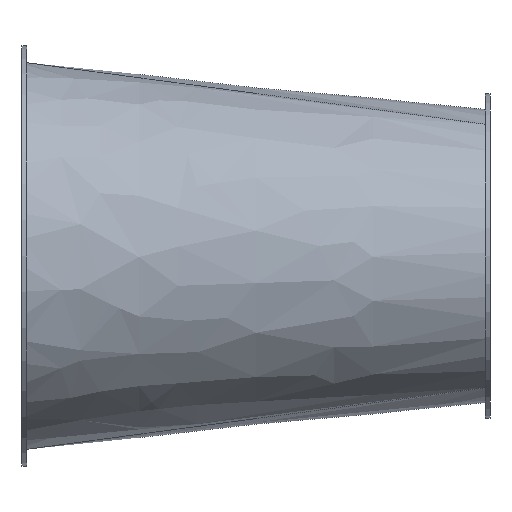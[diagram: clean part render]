
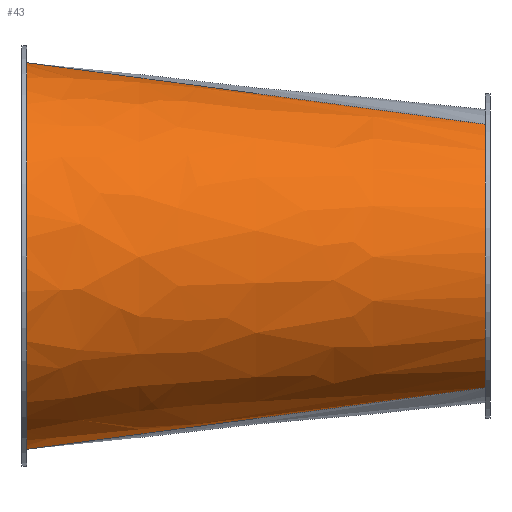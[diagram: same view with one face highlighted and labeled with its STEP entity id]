
A CAD part, front view. The second image highlights one B-rep face of the part: STEP entity #43.
In plain terms, the highlighted free-form (B-spline) face has degree [12, 1] with [13, 2] control points.
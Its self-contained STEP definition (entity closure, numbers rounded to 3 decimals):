
#43 = ADVANCED_FACE('',(#44),#96,.T.);
#44 = FACE_BOUND('',#45,.T.);
#45 = EDGE_LOOP('',(#46,#55,#73,#80));
#46 = ORIENTED_EDGE('',*,*,#47,.F.);
#47 = EDGE_CURVE('',#48,#50,#52,.T.);
#48 = VERTEX_POINT('',#49);
#49 = CARTESIAN_POINT('',(0.,-100.,203.));
#50 = VERTEX_POINT('',#51);
#51 = CARTESIAN_POINT('',(490.,-67.611,137.251));
#52 = B_SPLINE_CURVE_WITH_KNOTS('',1,(#53,#54),.UNSPECIFIED.,.F.,.F.,(2,
    2),(0.,490.),.PIECEWISE_BEZIER_KNOTS.);
#53 = CARTESIAN_POINT('',(0.,-100.,203.));
#54 = CARTESIAN_POINT('',(490.,-67.611,137.251));
#55 = ORIENTED_EDGE('',*,*,#56,.T.);
#56 = EDGE_CURVE('',#48,#57,#59,.T.);
#57 = VERTEX_POINT('',#58);
#58 = CARTESIAN_POINT('',(0.,-100.,-203.));
#59 = B_SPLINE_CURVE_WITH_KNOTS('',12,(#60,#61,#62,#63,#64,#65,#66,#67,
    #68,#69,#70,#71,#72),.UNSPECIFIED.,.F.,.F.,(13,13),(0.,1.),
  .PIECEWISE_BEZIER_KNOTS.);
#60 = CARTESIAN_POINT('',(0.,-100.,203.));
#61 = CARTESIAN_POINT('',(0.,-153.145,203.));
#62 = CARTESIAN_POINT('',(0.,-206.291,187.822));
#63 = CARTESIAN_POINT('',(0.,-254.667,157.465));
#64 = CARTESIAN_POINT('',(0.,-293.508,113.595));
#65 = CARTESIAN_POINT('',(0.,-318.696,59.54));
#66 = CARTESIAN_POINT('',(0.,-327.426,0.));
#67 = CARTESIAN_POINT('',(0.,-318.696,-59.54));
#68 = CARTESIAN_POINT('',(0.,-293.508,-113.595));
#69 = CARTESIAN_POINT('',(0.,-254.667,-157.465));
#70 = CARTESIAN_POINT('',(0.,-206.291,-187.822));
#71 = CARTESIAN_POINT('',(0.,-153.145,-203.));
#72 = CARTESIAN_POINT('',(0.,-100.,-203.));
#73 = ORIENTED_EDGE('',*,*,#74,.T.);
#74 = EDGE_CURVE('',#57,#75,#77,.T.);
#75 = VERTEX_POINT('',#76);
#76 = CARTESIAN_POINT('',(490.,-67.611,-137.251));
#77 = B_SPLINE_CURVE_WITH_KNOTS('',1,(#78,#79),.UNSPECIFIED.,.F.,.F.,(2,
    2),(0.,490.),.PIECEWISE_BEZIER_KNOTS.);
#78 = CARTESIAN_POINT('',(0.,-100.,-203.));
#79 = CARTESIAN_POINT('',(490.,-67.611,-137.251));
#80 = ORIENTED_EDGE('',*,*,#81,.F.);
#81 = EDGE_CURVE('',#50,#75,#82,.T.);
#82 = B_SPLINE_CURVE_WITH_KNOTS('',12,(#83,#84,#85,#86,#87,#88,#89,#90,
    #91,#92,#93,#94,#95),.UNSPECIFIED.,.F.,.F.,(13,13),(0.,1.),
  .PIECEWISE_BEZIER_KNOTS.);
#83 = CARTESIAN_POINT('',(490.,-67.611,137.251));
#84 = CARTESIAN_POINT('',(490.,-93.073,124.708));
#85 = CARTESIAN_POINT('',(490.,-115.996,107.012));
#86 = CARTESIAN_POINT('',(490.,-135.234,84.729));
#87 = CARTESIAN_POINT('',(490.,-149.779,58.706));
#88 = CARTESIAN_POINT('',(490.,-158.843,30.039));
#89 = CARTESIAN_POINT('',(490.,-161.922,0.));
#90 = CARTESIAN_POINT('',(490.,-158.843,-30.039));
#91 = CARTESIAN_POINT('',(490.,-149.779,-58.706));
#92 = CARTESIAN_POINT('',(490.,-135.234,-84.729));
#93 = CARTESIAN_POINT('',(490.,-115.996,-107.012));
#94 = CARTESIAN_POINT('',(490.,-93.073,-124.708));
#95 = CARTESIAN_POINT('',(490.,-67.611,-137.251));
#96 = B_SPLINE_SURFACE_WITH_KNOTS('',12,1,(
    (#97,#98)
    ,(#99,#100)
    ,(#101,#102)
    ,(#103,#104)
    ,(#105,#106)
    ,(#107,#108)
    ,(#109,#110)
    ,(#111,#112)
    ,(#113,#114)
    ,(#115,#116)
    ,(#117,#118)
    ,(#119,#120)
    ,(#121,#122
    )),.UNSPECIFIED.,.F.,.F.,.F.,(13,13),(2,2),(0.,1.),(0.,490.),
  .PIECEWISE_BEZIER_KNOTS.);
#97 = CARTESIAN_POINT('',(0.,-100.,203.));
#98 = CARTESIAN_POINT('',(490.,-67.611,137.251));
#99 = CARTESIAN_POINT('',(0.,-153.145,203.));
#100 = CARTESIAN_POINT('',(490.,-93.073,124.708));
#101 = CARTESIAN_POINT('',(0.,-206.291,187.822));
#102 = CARTESIAN_POINT('',(490.,-115.996,107.012));
#103 = CARTESIAN_POINT('',(0.,-254.667,157.465));
#104 = CARTESIAN_POINT('',(490.,-135.234,84.729));
#105 = CARTESIAN_POINT('',(0.,-293.508,113.595));
#106 = CARTESIAN_POINT('',(490.,-149.779,58.706));
#107 = CARTESIAN_POINT('',(0.,-318.696,59.54));
#108 = CARTESIAN_POINT('',(490.,-158.843,30.039));
#109 = CARTESIAN_POINT('',(0.,-327.426,0.));
#110 = CARTESIAN_POINT('',(490.,-161.922,0.));
#111 = CARTESIAN_POINT('',(0.,-318.696,-59.54));
#112 = CARTESIAN_POINT('',(490.,-158.843,-30.039));
#113 = CARTESIAN_POINT('',(0.,-293.508,-113.595));
#114 = CARTESIAN_POINT('',(490.,-149.779,-58.706));
#115 = CARTESIAN_POINT('',(0.,-254.667,-157.465));
#116 = CARTESIAN_POINT('',(490.,-135.234,-84.729));
#117 = CARTESIAN_POINT('',(0.,-206.291,-187.822));
#118 = CARTESIAN_POINT('',(490.,-115.996,-107.012));
#119 = CARTESIAN_POINT('',(0.,-153.145,-203.));
#120 = CARTESIAN_POINT('',(490.,-93.073,-124.708));
#121 = CARTESIAN_POINT('',(0.,-100.,-203.));
#122 = CARTESIAN_POINT('',(490.,-67.611,-137.251));
